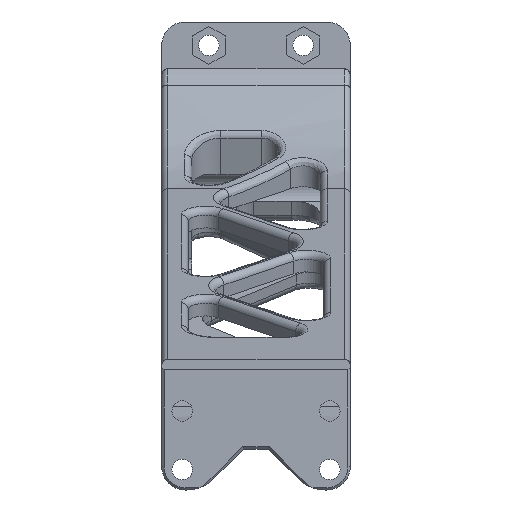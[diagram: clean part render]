
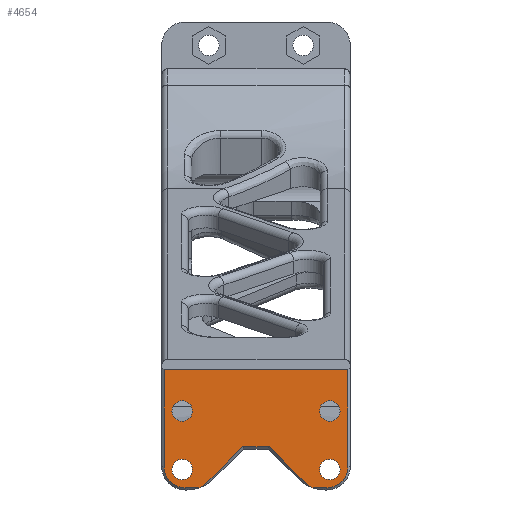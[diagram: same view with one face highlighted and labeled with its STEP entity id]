
A CAD part, front view. The second image highlights one B-rep face of the part: STEP entity #4654.
In plain terms, the highlighted planar face has unit normal (0, -1, 0).
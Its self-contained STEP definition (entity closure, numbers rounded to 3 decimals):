
#122=FACE_BOUND('',#532,.T.);
#123=FACE_BOUND('',#533,.T.);
#124=FACE_BOUND('',#534,.T.);
#125=FACE_BOUND('',#535,.T.);
#162=PLANE('',#4958);
#253=FACE_OUTER_BOUND('',#531,.T.);
#531=EDGE_LOOP('',(#3129,#3130,#3131,#3132,#3133,#3134,#3135,#3136,#3137,
#3138,#3139,#3140));
#532=EDGE_LOOP('',(#3141));
#533=EDGE_LOOP('',(#3142));
#534=EDGE_LOOP('',(#3143));
#535=EDGE_LOOP('',(#3144));
#855=LINE('',#7078,#1234);
#865=LINE('',#7113,#1244);
#869=LINE('',#7120,#1248);
#870=LINE('',#7122,#1249);
#874=LINE('',#7130,#1253);
#875=LINE('',#7134,#1254);
#876=LINE('',#7136,#1255);
#877=LINE('',#7138,#1256);
#1234=VECTOR('',#5541,10.);
#1244=VECTOR('',#5573,10.);
#1248=VECTOR('',#5579,10.);
#1249=VECTOR('',#5582,10.);
#1253=VECTOR('',#5592,10.);
#1254=VECTOR('',#5595,10.);
#1255=VECTOR('',#5596,10.);
#1256=VECTOR('',#5597,10.);
#1606=CIRCLE('',#4935,6.5);
#1610=CIRCLE('',#4947,6.5);
#1613=CIRCLE('',#4959,3.6);
#1614=CIRCLE('',#4960,3.6);
#1615=CIRCLE('',#4961,1.75);
#1616=CIRCLE('',#4962,1.75);
#1617=CIRCLE('',#4963,1.75);
#1618=CIRCLE('',#4964,1.75);
#1900=VERTEX_POINT('',#7051);
#1901=VERTEX_POINT('',#7053);
#1910=VERTEX_POINT('',#7077);
#1911=VERTEX_POINT('',#7081);
#1916=VERTEX_POINT('',#7090);
#1924=VERTEX_POINT('',#7112);
#1926=VERTEX_POINT('',#7118);
#1927=VERTEX_POINT('',#7129);
#1928=VERTEX_POINT('',#7131);
#1929=VERTEX_POINT('',#7133);
#1930=VERTEX_POINT('',#7135);
#1931=VERTEX_POINT('',#7137);
#1932=VERTEX_POINT('',#7140);
#1933=VERTEX_POINT('',#7142);
#1934=VERTEX_POINT('',#7144);
#1935=VERTEX_POINT('',#7146);
#2344=EDGE_CURVE('',#1900,#1901,#1606,.T.);
#2356=EDGE_CURVE('',#1901,#1910,#855,.T.);
#2363=EDGE_CURVE('',#1916,#1911,#1610,.T.);
#2373=EDGE_CURVE('',#1911,#1924,#865,.T.);
#2377=EDGE_CURVE('',#1926,#1916,#869,.T.);
#2378=EDGE_CURVE('',#1910,#1926,#870,.T.);
#2382=EDGE_CURVE('',#1927,#1900,#874,.T.);
#2383=EDGE_CURVE('',#1928,#1927,#1613,.T.);
#2384=EDGE_CURVE('',#1929,#1928,#875,.T.);
#2385=EDGE_CURVE('',#1929,#1930,#876,.T.);
#2386=EDGE_CURVE('',#1931,#1930,#877,.T.);
#2387=EDGE_CURVE('',#1924,#1931,#1614,.T.);
#2388=EDGE_CURVE('',#1932,#1932,#1615,.T.);
#2389=EDGE_CURVE('',#1933,#1933,#1616,.T.);
#2390=EDGE_CURVE('',#1934,#1934,#1617,.T.);
#2391=EDGE_CURVE('',#1935,#1935,#1618,.T.);
#3129=ORIENTED_EDGE('',*,*,#2344,.F.);
#3130=ORIENTED_EDGE('',*,*,#2382,.F.);
#3131=ORIENTED_EDGE('',*,*,#2383,.F.);
#3132=ORIENTED_EDGE('',*,*,#2384,.F.);
#3133=ORIENTED_EDGE('',*,*,#2385,.T.);
#3134=ORIENTED_EDGE('',*,*,#2386,.F.);
#3135=ORIENTED_EDGE('',*,*,#2387,.F.);
#3136=ORIENTED_EDGE('',*,*,#2373,.F.);
#3137=ORIENTED_EDGE('',*,*,#2363,.F.);
#3138=ORIENTED_EDGE('',*,*,#2377,.F.);
#3139=ORIENTED_EDGE('',*,*,#2378,.F.);
#3140=ORIENTED_EDGE('',*,*,#2356,.F.);
#3141=ORIENTED_EDGE('',*,*,#2388,.T.);
#3142=ORIENTED_EDGE('',*,*,#2389,.T.);
#3143=ORIENTED_EDGE('',*,*,#2390,.T.);
#3144=ORIENTED_EDGE('',*,*,#2391,.T.);
#4654=ADVANCED_FACE('',(#253,#122,#123,#124,#125),#162,.T.);
#4935=AXIS2_PLACEMENT_3D('',#7054,#5518,#5519);
#4947=AXIS2_PLACEMENT_3D('',#7092,#5553,#5554);
#4958=AXIS2_PLACEMENT_3D('',#7128,#5590,#5591);
#4959=AXIS2_PLACEMENT_3D('',#7132,#5593,#5594);
#4960=AXIS2_PLACEMENT_3D('',#7139,#5598,#5599);
#4961=AXIS2_PLACEMENT_3D('',#7141,#5600,#5601);
#4962=AXIS2_PLACEMENT_3D('',#7143,#5602,#5603);
#4963=AXIS2_PLACEMENT_3D('',#7145,#5604,#5605);
#4964=AXIS2_PLACEMENT_3D('',#7147,#5606,#5607);
#5518=DIRECTION('center_axis',(0.,1.,0.));
#5519=DIRECTION('ref_axis',(-0.383,0.,-0.924));
#5541=DIRECTION('',(-0.707,0.,0.707));
#5553=DIRECTION('center_axis',(0.,1.,0.));
#5554=DIRECTION('ref_axis',(0.383,0.,-0.924));
#5573=DIRECTION('',(-1.,0.,0.));
#5579=DIRECTION('',(-0.707,0.,-0.707));
#5582=DIRECTION('',(-1.,0.,0.));
#5590=DIRECTION('center_axis',(0.,-1.,0.));
#5591=DIRECTION('ref_axis',(0.,0.,
-1.));
#5592=DIRECTION('',(-1.,0.,0.));
#5593=DIRECTION('center_axis',(0.,1.,0.));
#5594=DIRECTION('ref_axis',(0.707,0.,-0.707));
#5595=DIRECTION('',(0.,0.,-1.));
#5596=DIRECTION('',(-1.,0.,0.));
#5597=DIRECTION('',(0.,0.,1.));
#5598=DIRECTION('center_axis',(0.,1.,0.));
#5599=DIRECTION('ref_axis',(-0.707,0.,-0.707));
#5600=DIRECTION('center_axis',(0.,1.,0.));
#5601=DIRECTION('ref_axis',(-1.,0.,0.));
#5602=DIRECTION('center_axis',(0.,1.,0.));
#5603=DIRECTION('ref_axis',(-1.,0.,0.));
#5604=DIRECTION('center_axis',(0.,1.,0.));
#5605=DIRECTION('ref_axis',(-1.,0.,0.));
#5606=DIRECTION('center_axis',(0.,1.,0.));
#5607=DIRECTION('ref_axis',(-1.,0.,0.));
#7051=CARTESIAN_POINT('',(-0.937,19.785,86.688));
#7053=CARTESIAN_POINT('',(-1.418,19.785,86.887));
#7054=CARTESIAN_POINT('Origin',(1.308,19.785,92.788));
#7077=CARTESIAN_POINT('',(-8.218,19.785,93.688));
#7078=CARTESIAN_POINT('',(-13.508,19.785,98.977));
#7081=CARTESIAN_POINT('',(-20.082,19.785,86.688));
#7090=CARTESIAN_POINT('',(-19.601,19.785,86.887));
#7092=CARTESIAN_POINT('Origin',(-22.327,19.785,92.788));
#7112=CARTESIAN_POINT('',(-22.634,19.785,86.688));
#7113=CARTESIAN_POINT('',(-9.967,19.785,86.688));
#7118=CARTESIAN_POINT('',(-12.8,19.785,93.688));
#7120=CARTESIAN_POINT('',(-11.511,19.785,94.977));
#7122=CARTESIAN_POINT('',(-16.947,19.785,93.688));
#7128=CARTESIAN_POINT('Origin',(-25.509,19.785,111.788));
#7129=CARTESIAN_POINT('',(1.616,19.785,86.688));
#7130=CARTESIAN_POINT('',(-9.967,19.785,86.688));
#7131=CARTESIAN_POINT('',(5.216,19.785,90.288));
#7132=CARTESIAN_POINT('Origin',(1.616,19.785,90.288));
#7133=CARTESIAN_POINT('',(5.216,19.785,106.872));
#7134=CARTESIAN_POINT('',(5.216,19.785,126.848));
#7135=CARTESIAN_POINT('',(-26.234,19.785,106.872));
#7136=CARTESIAN_POINT('',(-26.072,19.785,106.872));
#7137=CARTESIAN_POINT('',(-26.234,19.785,90.288));
#7138=CARTESIAN_POINT('',(-26.234,19.785,108.659));
#7139=CARTESIAN_POINT('Origin',(-22.634,19.785,90.288));
#7140=CARTESIAN_POINT('',(3.866,19.785,89.788));
#7141=CARTESIAN_POINT('Origin',(2.116,19.785,89.788));
#7142=CARTESIAN_POINT('',(-21.384,19.785,99.788));
#7143=CARTESIAN_POINT('Origin',(-23.134,19.785,99.788));
#7144=CARTESIAN_POINT('',(-21.384,19.785,89.788));
#7145=CARTESIAN_POINT('Origin',(-23.134,19.785,89.788));
#7146=CARTESIAN_POINT('',(3.866,19.785,99.788));
#7147=CARTESIAN_POINT('Origin',(2.116,19.785,99.788));
